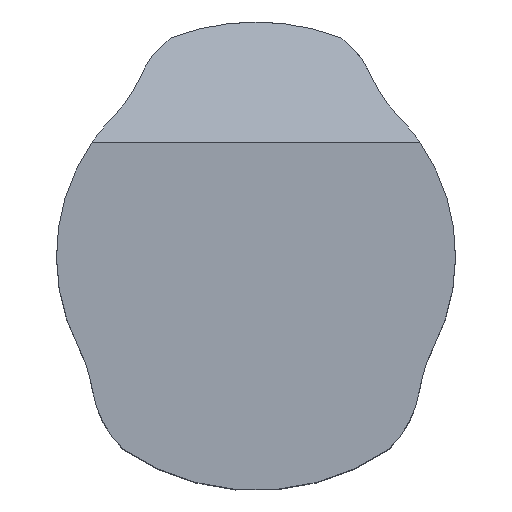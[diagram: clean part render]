
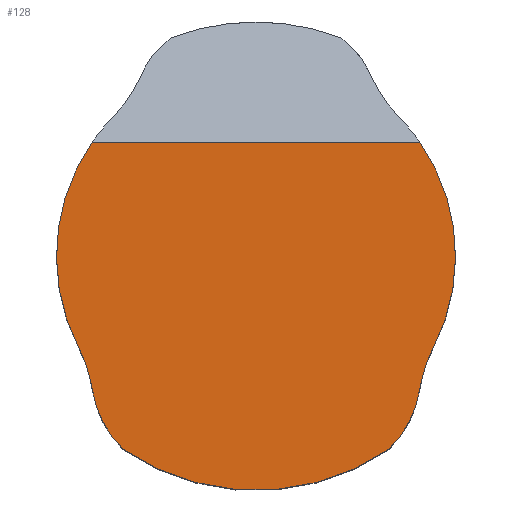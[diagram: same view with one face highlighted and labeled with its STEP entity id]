
A CAD part, top view. The second image highlights one B-rep face of the part: STEP entity #128.
In plain terms, the highlighted planar face has unit normal (0, 0, 1).
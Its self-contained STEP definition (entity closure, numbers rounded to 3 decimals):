
#105=EDGE_CURVE('Unnamed[1]',#300,#301,#302,.T.);
#128=ADVANCED_FACE('Unnamed[1]',(#340),#341,.T.);
#135=EDGE_CURVE('Unnamed[1]',#352,#353,#354,.T.);
#143=EDGE_CURVE('Unnamed[1]',#325,#348,#364,.T.);
#157=EDGE_CURVE('Unnamed[1]',#385,#325,#386,.T.);
#197=EDGE_CURVE('Unnamed[1]',#353,#307,#437,.T.);
#234=EDGE_CURVE('Unnamed[1]',#352,#301,#484,.T.);
#236=EDGE_CURVE('Unnamed[1]',#307,#385,#486,.T.);
#271=EDGE_CURVE('Unnamed[1]',#348,#300,#531,.T.);
#300=VERTEX_POINT('',#553);
#301=VERTEX_POINT('',#554);
#302=CIRCLE('',#555,6.0);
#307=VERTEX_POINT('',#563);
#325=VERTEX_POINT('',#587);
#340=FACE_OUTER_BOUND('',#607,.T.);
#341=PLANE('',#608);
#348=VERTEX_POINT('',#617);
#352=VERTEX_POINT('',#623);
#353=VERTEX_POINT('',#624);
#354=CIRCLE('',#625,6.0);
#364=CIRCLE('',#638,11.5);
#385=VERTEX_POINT('',#666);
#386=LINE('',#667,#668);
#437=CIRCLE('',#737,8.0);
#484=CIRCLE('',#804,13.5);
#486=CIRCLE('',#807,11.5);
#531=CIRCLE('',#870,8.0);
#553=CARTESIAN_POINT('',(-9.43,-7.71,17.));
#554=CARTESIAN_POINT('',(-7.677,-11.105,17.));
#555=AXIS2_PLACEMENT_3D('',#890,#891,#892);
#563=CARTESIAN_POINT('',(10.225,-5.264,17.));
#587=CARTESIAN_POINT('',(-9.449,6.555,17.));
#607=EDGE_LOOP('',(#930,#931,#932,#933,#934,#935,#936,#937));
#608=AXIS2_PLACEMENT_3D('',#938,#939,#940);
#617=CARTESIAN_POINT('',(-10.225,-5.264,17.));
#623=CARTESIAN_POINT('',(7.677,-11.105,17.));
#624=CARTESIAN_POINT('',(9.43,-7.71,17.));
#625=AXIS2_PLACEMENT_3D('',#948,#949,#950);
#638=AXIS2_PLACEMENT_3D('',#968,#969,#970);
#666=CARTESIAN_POINT('',(9.449,6.555,17.));
#667=CARTESIAN_POINT('',(0.,6.555,17.));
#668=VECTOR('',#992,1.0);
#737=AXIS2_PLACEMENT_3D('',#1059,#1060,#1061);
#804=AXIS2_PLACEMENT_3D('',#1123,#1124,#1125);
#807=AXIS2_PLACEMENT_3D('',#1126,#1127,#1128);
#870=AXIS2_PLACEMENT_3D('',#1190,#1191,#1192);
#890=CARTESIAN_POINT('',(-3.5,-6.797,17.));
#891=DIRECTION('',(0.,0.,1.0));
#892=DIRECTION('',(1.0,0.,0.));
#930=ORIENTED_EDGE('',*,*,#143,.T.);
#931=ORIENTED_EDGE('',*,*,#271,.T.);
#932=ORIENTED_EDGE('',*,*,#105,.T.);
#933=ORIENTED_EDGE('',*,*,#234,.F.);
#934=ORIENTED_EDGE('',*,*,#135,.T.);
#935=ORIENTED_EDGE('',*,*,#197,.T.);
#936=ORIENTED_EDGE('',*,*,#236,.T.);
#937=ORIENTED_EDGE('',*,*,#157,.T.);
#938=CARTESIAN_POINT('',(0.,6.75,17.));
#939=DIRECTION('',(0.,0.,1.0));
#940=DIRECTION('',(0.,-1.0,0.));
#948=CARTESIAN_POINT('',(3.5,-6.797,17.));
#949=DIRECTION('',(0.,0.,1.0));
#950=DIRECTION('',(1.0,0.,0.));
#968=CARTESIAN_POINT('',(0.,0.,17.));
#969=DIRECTION('',(0.,0.,1.0));
#970=DIRECTION('',(1.0,0.,0.));
#992=DIRECTION('',(-1.0,0.,0.));
#1059=CARTESIAN_POINT('',(17.337,-8.926,17.));
#1060=DIRECTION('',(0.,0.,-1.0));
#1061=DIRECTION('',(1.0,0.,0.));
#1123=CARTESIAN_POINT('',(0.,0.,17.));
#1124=DIRECTION('',(0.,0.,-1.0));
#1125=DIRECTION('',(0.,1.0,0.));
#1126=CARTESIAN_POINT('',(0.,0.,17.));
#1127=DIRECTION('',(0.,0.,1.0));
#1128=DIRECTION('',(1.0,0.,0.));
#1190=CARTESIAN_POINT('',(-17.337,-8.926,17.));
#1191=DIRECTION('',(0.,0.,-1.0));
#1192=DIRECTION('',(1.0,0.,0.));
